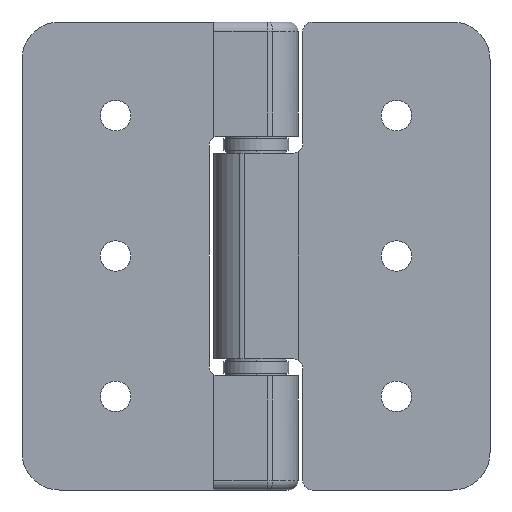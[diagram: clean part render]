
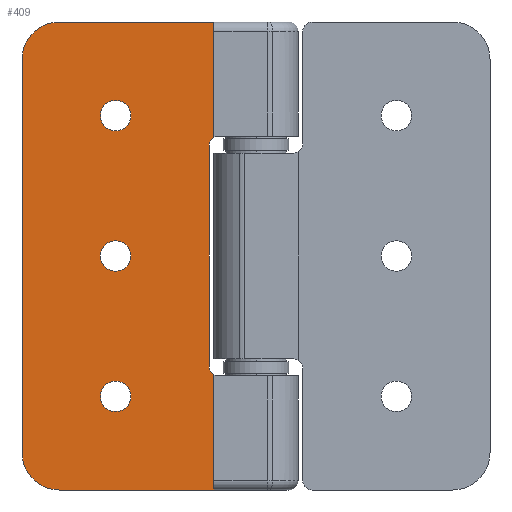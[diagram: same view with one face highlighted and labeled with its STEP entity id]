
A CAD part, front view. The second image highlights one B-rep face of the part: STEP entity #409.
In plain terms, the highlighted planar face has unit normal (0, -1, 0).
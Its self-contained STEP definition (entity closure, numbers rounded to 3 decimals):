
#2 = VERTEX_POINT ( 'NONE', #630 ) ;
#3 = VERTEX_POINT ( 'NONE', #628 ) ;
#4 = VERTEX_POINT ( 'NONE', #625 ) ;
#16 = EDGE_LOOP ( 'NONE', ( #411, #410 ) ) ;
#283 = EDGE_CURVE ( 'NONE', #294, #1001, #1868, .T. ) ;
#294 = VERTEX_POINT ( 'NONE', #1891 ) ;
#338 = VERTEX_POINT ( 'NONE', #1909 ) ;
#341 = EDGE_CURVE ( 'NONE', #342, #338, #1979, .T. ) ;
#342 = VERTEX_POINT ( 'NONE', #1981 ) ;
#350 = EDGE_CURVE ( 'NONE', #3, #4, #1964, .T. ) ;
#351 = ORIENTED_EDGE ( 'NONE', *, *, #910, .T. ) ;
#352 = VERTEX_POINT ( 'NONE', #1989 ) ;
#388 = ORIENTED_EDGE ( 'NONE', *, *, #341, .T. ) ;
#390 = EDGE_CURVE ( 'NONE', #4, #342, #2063, .T. ) ;
#391 = ORIENTED_EDGE ( 'NONE', *, *, #390, .T. ) ;
#396 = EDGE_CURVE ( 'NONE', #2, #352, #2052, .T. ) ;
#397 = ORIENTED_EDGE ( 'NONE', *, *, #421, .F. ) ;
#398 = EDGE_CURVE ( 'NONE', #414, #2, #2062, .T. ) ;
#399 = ORIENTED_EDGE ( 'NONE', *, *, #996, .F. ) ;
#401 = ORIENTED_EDGE ( 'NONE', *, *, #402, .T. ) ;
#402 = EDGE_CURVE ( 'NONE', #294, #3, #2099, .T. ) ;
#403 = ORIENTED_EDGE ( 'NONE', *, *, #396, .T. ) ;
#404 = EDGE_CURVE ( 'NONE', #352, #993, #2093, .T. ) ;
#405 = ORIENTED_EDGE ( 'NONE', *, *, #350, .T. ) ;
#406 = ORIENTED_EDGE ( 'NONE', *, *, #404, .T. ) ;
#408 = ORIENTED_EDGE ( 'NONE', *, *, #283, .F. ) ;
#409 = ADVANCED_FACE ( 'NONE', ( #2103, #2073, #2100, #2088 ), #2087, .F. ) ;
#410 = ORIENTED_EDGE ( 'NONE', *, *, #1287, .T. ) ;
#411 = ORIENTED_EDGE ( 'NONE', *, *, #413, .T. ) ;
#412 = EDGE_LOOP ( 'NONE', ( #1398, #351 ) ) ;
#413 = EDGE_CURVE ( 'NONE', #1277, #1241, #2094, .T. ) ;
#414 = VERTEX_POINT ( 'NONE', #2078 ) ;
#415 = EDGE_CURVE ( 'NONE', #869, #885, #2135, .T. ) ;
#416 = EDGE_LOOP ( 'NONE', ( #418, #417 ) ) ;
#417 = ORIENTED_EDGE ( 'NONE', *, *, #890, .T. ) ;
#418 = ORIENTED_EDGE ( 'NONE', *, *, #415, .T. ) ;
#419 = EDGE_LOOP ( 'NONE', ( #397, #4830, #403, #406, #399, #408, #401, #405, #391, #388 ) ) ;
#420 = EDGE_CURVE ( 'NONE', #924, #915, #2126, .T. ) ;
#421 = EDGE_CURVE ( 'NONE', #414, #338, #2127, .T. ) ;
#625 = CARTESIAN_POINT ( 'NONE',  ( -50., -9., -42. ) ) ;
#628 = CARTESIAN_POINT ( 'NONE',  ( -50., -9., 42. ) ) ;
#630 = CARTESIAN_POINT ( 'NONE',  ( -10., -9., -23.6 ) ) ;
#869 = VERTEX_POINT ( 'NONE', #2827 ) ;
#885 = VERTEX_POINT ( 'NONE', #2860 ) ;
#890 = EDGE_CURVE ( 'NONE', #885, #869, #2894, .T. ) ;
#910 = EDGE_CURVE ( 'NONE', #915, #924, #2964, .T. ) ;
#915 = VERTEX_POINT ( 'NONE', #2948 ) ;
#924 = VERTEX_POINT ( 'NONE', #2941 ) ;
#993 = VERTEX_POINT ( 'NONE', #3093 ) ;
#996 = EDGE_CURVE ( 'NONE', #1001, #993, #3087, .T. ) ;
#1001 = VERTEX_POINT ( 'NONE', #3086 ) ;
#1241 = VERTEX_POINT ( 'NONE', #3528 ) ;
#1277 = VERTEX_POINT ( 'NONE', #3576 ) ;
#1287 = EDGE_CURVE ( 'NONE', #1241, #1277, #3593, .T. ) ;
#1398 = ORIENTED_EDGE ( 'NONE', *, *, #420, .T. ) ;
#1853 = CARTESIAN_POINT ( 'NONE',  ( -50., -9., 50. ) ) ;
#1857 = VECTOR ( 'NONE', #1904, 1000. ) ;
#1868 = LINE ( 'NONE', #1853, #1857 ) ;
#1891 = CARTESIAN_POINT ( 'NONE',  ( -42., -9., 50. ) ) ;
#1904 = DIRECTION ( 'NONE',  ( 1., 0., 0. ) ) ;
#1909 = CARTESIAN_POINT ( 'NONE',  ( -9., -9., -50. ) ) ;
#1961 = DIRECTION ( 'NONE',  ( 0., 0., -1. ) ) ;
#1962 = VECTOR ( 'NONE', #1961, 1000. ) ;
#1963 = CARTESIAN_POINT ( 'NONE',  ( -50., -9., 50. ) ) ;
#1964 = LINE ( 'NONE', #1963, #1962 ) ;
#1976 = DIRECTION ( 'NONE',  ( 1., 0., 0. ) ) ;
#1977 = VECTOR ( 'NONE', #1976, 1000. ) ;
#1978 = CARTESIAN_POINT ( 'NONE',  ( -50., -9., -50. ) ) ;
#1979 = LINE ( 'NONE', #1978, #1977 ) ;
#1981 = CARTESIAN_POINT ( 'NONE',  ( -42., -9., -50. ) ) ;
#1989 = CARTESIAN_POINT ( 'NONE',  ( -10., -9., 23.6 ) ) ;
#2046 = DIRECTION ( 'NONE',  ( 0., 0., 1. ) ) ;
#2047 = VECTOR ( 'NONE', #2046, 1000. ) ;
#2048 = CARTESIAN_POINT ( 'NONE',  ( -10., -9., 50. ) ) ;
#2052 = LINE ( 'NONE', #2048, #2047 ) ;
#2053 = AXIS2_PLACEMENT_3D ( 'NONE', #2098, #2097, #2096 ) ;
#2055 = CARTESIAN_POINT ( 'NONE',  ( -8., -9., -23.6 ) ) ;
#2056 = AXIS2_PLACEMENT_3D ( 'NONE', #2055, #2102, #2101 ) ;
#2057 = DIRECTION ( 'NONE',  ( 0., 0., 1. ) ) ;
#2058 = DIRECTION ( 'NONE',  ( 0., -1., 0. ) ) ;
#2059 = CARTESIAN_POINT ( 'NONE',  ( -42., -9., -42. ) ) ;
#2060 = AXIS2_PLACEMENT_3D ( 'NONE', #2059, #2058, #2057 ) ;
#2062 = CIRCLE ( 'NONE', #2056, 2. ) ;
#2063 = CIRCLE ( 'NONE', #2060, 8. ) ;
#2069 = AXIS2_PLACEMENT_3D ( 'NONE', #2095, #2080, #2079 ) ;
#2073 = FACE_BOUND ( 'NONE', #416, .T. ) ;
#2078 = CARTESIAN_POINT ( 'NONE',  ( -9., -9., -25.332 ) ) ;
#2079 = DIRECTION ( 'NONE',  ( 0., 0., 1. ) ) ;
#2080 = DIRECTION ( 'NONE',  ( 0., 1., 0. ) ) ;
#2083 = AXIS2_PLACEMENT_3D ( 'NONE', #2138, #2137, #2136 ) ;
#2087 = PLANE ( 'NONE',  #2069 ) ;
#2088 = FACE_OUTER_BOUND ( 'NONE', #419, .T. ) ;
#2089 = DIRECTION ( 'NONE',  ( 0., 0., 1. ) ) ;
#2090 = DIRECTION ( 'NONE',  ( 0., 1., 0. ) ) ;
#2091 = CARTESIAN_POINT ( 'NONE',  ( -8., -9., 23.6 ) ) ;
#2092 = AXIS2_PLACEMENT_3D ( 'NONE', #2091, #2090, #2089 ) ;
#2093 = CIRCLE ( 'NONE', #2092, 2. ) ;
#2094 = CIRCLE ( 'NONE', #2083, 3.25 ) ;
#2095 = CARTESIAN_POINT ( 'NONE',  ( -50., -9., 50. ) ) ;
#2096 = DIRECTION ( 'NONE',  ( 0., 0., 1. ) ) ;
#2097 = DIRECTION ( 'NONE',  ( 0., -1., 0. ) ) ;
#2098 = CARTESIAN_POINT ( 'NONE',  ( -42., -9., 42. ) ) ;
#2099 = CIRCLE ( 'NONE', #2053, 8. ) ;
#2100 = FACE_BOUND ( 'NONE', #412, .T. ) ;
#2101 = DIRECTION ( 'NONE',  ( 0., 0., 1. ) ) ;
#2102 = DIRECTION ( 'NONE',  ( 0., 1., 0. ) ) ;
#2103 = FACE_BOUND ( 'NONE', #16, .T. ) ;
#2118 = DIRECTION ( 'NONE',  ( 0., 0., -1. ) ) ;
#2119 = VECTOR ( 'NONE', #2118, 1000. ) ;
#2120 = CARTESIAN_POINT ( 'NONE',  ( -9., -9., 50. ) ) ;
#2122 = DIRECTION ( 'NONE',  ( 0., 0., 1. ) ) ;
#2123 = DIRECTION ( 'NONE',  ( 0., 1., 0. ) ) ;
#2124 = CARTESIAN_POINT ( 'NONE',  ( -30., -9., 30. ) ) ;
#2125 = AXIS2_PLACEMENT_3D ( 'NONE', #2124, #2123, #2122 ) ;
#2126 = CIRCLE ( 'NONE', #2125, 3.25 ) ;
#2127 = LINE ( 'NONE', #2120, #2119 ) ;
#2129 = DIRECTION ( 'NONE',  ( 0., 0., 1. ) ) ;
#2130 = DIRECTION ( 'NONE',  ( 0., 1., 0. ) ) ;
#2131 = CARTESIAN_POINT ( 'NONE',  ( -30., -9., 0. ) ) ;
#2132 = AXIS2_PLACEMENT_3D ( 'NONE', #2131, #2130, #2129 ) ;
#2135 = CIRCLE ( 'NONE', #2132, 3.25 ) ;
#2136 = DIRECTION ( 'NONE',  ( 0., 0., 1. ) ) ;
#2137 = DIRECTION ( 'NONE',  ( 0., 1., 0. ) ) ;
#2138 = CARTESIAN_POINT ( 'NONE',  ( -30., -9., -30. ) ) ;
#2827 = CARTESIAN_POINT ( 'NONE',  ( -30., -9., 3.25 ) ) ;
#2860 = CARTESIAN_POINT ( 'NONE',  ( -30., -9., -3.25 ) ) ;
#2891 = DIRECTION ( 'NONE',  ( 0., 0., 1. ) ) ;
#2892 = DIRECTION ( 'NONE',  ( 0., 1., 0. ) ) ;
#2893 = CARTESIAN_POINT ( 'NONE',  ( -30., -9., 0. ) ) ;
#2894 = CIRCLE ( 'NONE', #2900, 3.25 ) ;
#2900 = AXIS2_PLACEMENT_3D ( 'NONE', #2893, #2892, #2891 ) ;
#2914 = CARTESIAN_POINT ( 'NONE',  ( -30., -9., 30. ) ) ;
#2932 = AXIS2_PLACEMENT_3D ( 'NONE', #2914, #2963, #2962 ) ;
#2941 = CARTESIAN_POINT ( 'NONE',  ( -30., -9., 33.25 ) ) ;
#2948 = CARTESIAN_POINT ( 'NONE',  ( -30., -9., 26.75 ) ) ;
#2962 = DIRECTION ( 'NONE',  ( 0., 0., 1. ) ) ;
#2963 = DIRECTION ( 'NONE',  ( 0., 1., 0. ) ) ;
#2964 = CIRCLE ( 'NONE', #2932, 3.25 ) ;
#3083 = DIRECTION ( 'NONE',  ( 0., 0., -1. ) ) ;
#3084 = VECTOR ( 'NONE', #3083, 1000. ) ;
#3085 = CARTESIAN_POINT ( 'NONE',  ( -9., -9., 50. ) ) ;
#3086 = CARTESIAN_POINT ( 'NONE',  ( -9., -9., 50. ) ) ;
#3087 = LINE ( 'NONE', #3085, #3084 ) ;
#3093 = CARTESIAN_POINT ( 'NONE',  ( -9., -9., 25.332 ) ) ;
#3528 = CARTESIAN_POINT ( 'NONE',  ( -30., -9., -33.25 ) ) ;
#3576 = CARTESIAN_POINT ( 'NONE',  ( -30., -9., -26.75 ) ) ;
#3593 = CIRCLE ( 'NONE', #3650, 3.25 ) ;
#3640 = DIRECTION ( 'NONE',  ( 0., 0., 1. ) ) ;
#3641 = DIRECTION ( 'NONE',  ( 0., 1., 0. ) ) ;
#3642 = CARTESIAN_POINT ( 'NONE',  ( -30., -9., -30. ) ) ;
#3650 = AXIS2_PLACEMENT_3D ( 'NONE', #3642, #3641, #3640 ) ;
#4830 = ORIENTED_EDGE ( 'NONE', *, *, #398, .T. ) ;
